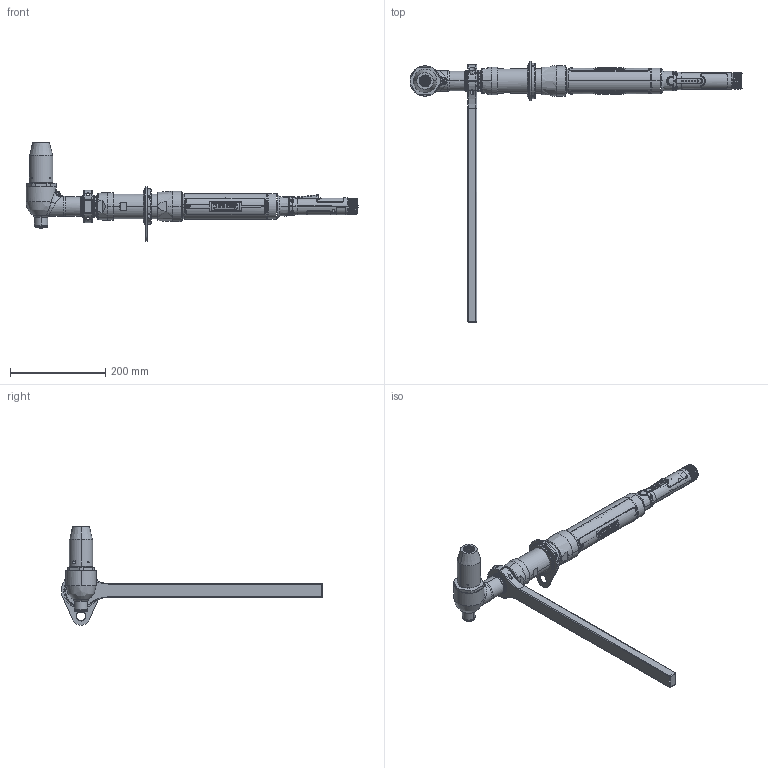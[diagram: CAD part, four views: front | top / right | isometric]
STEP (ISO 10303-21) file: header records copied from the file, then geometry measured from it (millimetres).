
FILE_DESCRIPTION((''),'2;1');
FILE_NAME('EB55LH32V2-380','2012-02-16T',('VST0704'),(''),'PRO/ENGINEER BY PARAMETRIC TECHNOLOGY CORPORATION, 2009460','PRO/ENGINEER BY PARAMETRIC TECHNOLOGY CORPORATION, 2009460','');
FILE_SCHEMA(('CONFIG_CONTROL_DESIGN'));
Products named in the file (1): EB55LH32V2-380
Bounding box: 698.19 x 549.15 x 206.79 mm (x, y, z)
Surface area: 267403.9 mm2 (no closed solid volume)
Topology: 0 solids, 238 shells, 767 faces, 4661 edges, 4086 vertices
Faces by surface type: cylinder 374, plane 145, bspline 113, cone 68, torus 47, extrusion 16, sphere 4
Entity records: 61661 total; most frequent: CARTESIAN_POINT 29937, DIRECTION 5710, ORIENTED_EDGE 5444, EDGE_CURVE 4659, VERTEX_POINT 4086, VECTOR 1904, AXIS2_PLACEMENT_3D 1903, LINE 1888
